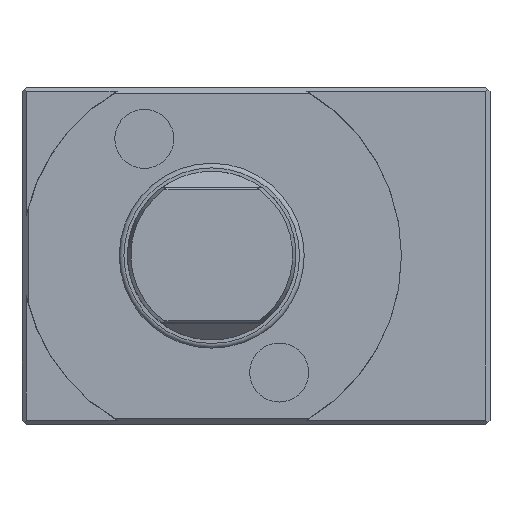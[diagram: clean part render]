
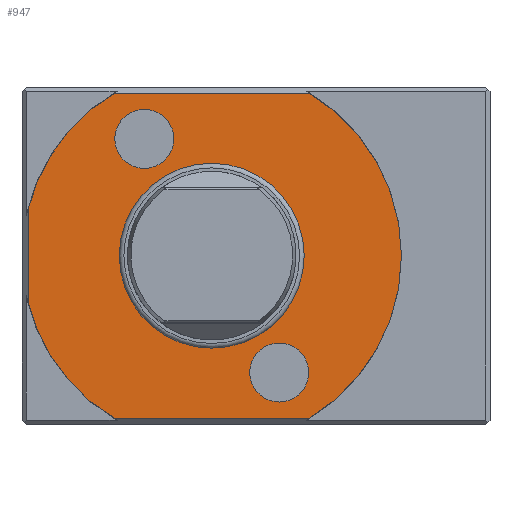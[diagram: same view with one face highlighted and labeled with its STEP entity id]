
A CAD part, top view. The second image highlights one B-rep face of the part: STEP entity #947.
In plain terms, the highlighted planar face has unit normal (0, 0, 1).
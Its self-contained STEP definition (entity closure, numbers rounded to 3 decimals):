
#268=LINE('',#5387,#556);
#269=LINE('',#5395,#557);
#271=LINE('',#5404,#559);
#556=VECTOR('',#4212,1.);
#557=VECTOR('',#4223,1.);
#559=VECTOR('',#4235,1.);
#758=FACE_BOUND('',#1428,.T.);
#759=FACE_BOUND('',#1429,.T.);
#760=FACE_BOUND('',#1430,.T.);
#761=FACE_BOUND('',#1431,.T.);
#947=ADVANCED_FACE('',(#758,#759,#760,#761),#1113,.F.);
#1113=PLANE('',#3461);
#1428=EDGE_LOOP('',(#2180));
#1429=EDGE_LOOP('',(#2181));
#1430=EDGE_LOOP('',(#2182));
#1431=EDGE_LOOP('',(#2183,#2184,#2185,#2186,#2187,#2188));
#2180=ORIENTED_EDGE('',*,*,#3046,.F.);
#2181=ORIENTED_EDGE('',*,*,#3047,.F.);
#2182=ORIENTED_EDGE('',*,*,#2920,.F.);
#2183=ORIENTED_EDGE('',*,*,#3045,.T.);
#2184=ORIENTED_EDGE('',*,*,#3044,.F.);
#2185=ORIENTED_EDGE('',*,*,#3040,.T.);
#2186=ORIENTED_EDGE('',*,*,#3038,.F.);
#2187=ORIENTED_EDGE('',*,*,#3036,.T.);
#2188=ORIENTED_EDGE('',*,*,#3033,.F.);
#2549=VERTEX_POINT('',#5151);
#2625=VERTEX_POINT('',#5381);
#2626=VERTEX_POINT('',#5383);
#2627=VERTEX_POINT('',#5388);
#2628=VERTEX_POINT('',#5392);
#2629=VERTEX_POINT('',#5396);
#2630=VERTEX_POINT('',#5401);
#2631=VERTEX_POINT('',#5407);
#2632=VERTEX_POINT('',#5409);
#2920=EDGE_CURVE('',#2549,#2549,#3159,.T.);
#3033=EDGE_CURVE('',#2625,#2626,#3164,.T.);
#3036=EDGE_CURVE('',#2627,#2626,#268,.T.);
#3038=EDGE_CURVE('',#2627,#2628,#3165,.T.);
#3040=EDGE_CURVE('',#2629,#2628,#269,.T.);
#3044=EDGE_CURVE('',#2629,#2630,#3166,.T.);
#3045=EDGE_CURVE('',#2625,#2630,#271,.T.);
#3046=EDGE_CURVE('',#2631,#2631,#3167,.T.);
#3047=EDGE_CURVE('',#2632,#2632,#3168,.T.);
#3159=CIRCLE('',#3397,21.676);
#3164=CIRCLE('',#3445,45.);
#3165=CIRCLE('',#3450,45.);
#3166=CIRCLE('',#3456,45.);
#3167=CIRCLE('',#3459,7.);
#3168=CIRCLE('',#3460,7.);
#3397=AXIS2_PLACEMENT_3D('',#5150,#4002,#4003);
#3445=AXIS2_PLACEMENT_3D('',#5382,#4205,#4206);
#3450=AXIS2_PLACEMENT_3D('',#5391,#4217,#4218);
#3456=AXIS2_PLACEMENT_3D('',#5402,#4231,#4232);
#3459=AXIS2_PLACEMENT_3D('',#5406,#4238,#4239);
#3460=AXIS2_PLACEMENT_3D('',#5408,#4240,#4241);
#3461=AXIS2_PLACEMENT_3D('',#5410,#4242,#4243);
#4002=DIRECTION('',(0.,0.,1.));
#4003=DIRECTION('',(0.,1.,0.));
#4205=DIRECTION('',(0.,0.,-1.));
#4206=DIRECTION('',(-1.,0.,0.));
#4212=DIRECTION('',(-1.,0.,0.));
#4217=DIRECTION('',(0.,0.,-1.));
#4218=DIRECTION('',(-1.,0.,0.));
#4223=DIRECTION('',(1.,0.,0.));
#4231=DIRECTION('',(0.,0.,-1.));
#4232=DIRECTION('',(-1.,0.,0.));
#4235=DIRECTION('',(0.,-1.,0.));
#4238=DIRECTION('',(0.,0.,1.));
#4239=DIRECTION('',(-1.,0.,0.));
#4240=DIRECTION('',(0.,0.,1.));
#4241=DIRECTION('',(-1.,0.,0.));
#4242=DIRECTION('',(0.,0.,-1.));
#4243=DIRECTION('',(1.,0.,0.));
#5150=CARTESIAN_POINT('',(0.,0.,0.));
#5151=CARTESIAN_POINT('',(0.,21.676,0.));
#5381=CARTESIAN_POINT('',(-43.5,11.522,0.));
#5382=CARTESIAN_POINT('',(0.,0.,0.));
#5383=CARTESIAN_POINT('',(-23.297,38.5,0.));
#5387=CARTESIAN_POINT('',(-20.616,38.5,0.));
#5388=CARTESIAN_POINT('',(23.297,38.5,0.));
#5391=CARTESIAN_POINT('',(0.,0.,0.));
#5392=CARTESIAN_POINT('',(23.297,-38.5,0.));
#5395=CARTESIAN_POINT('',(20.616,-38.5,0.));
#5396=CARTESIAN_POINT('',(-23.297,-38.5,0.));
#5401=CARTESIAN_POINT('',(-43.5,-11.522,0.));
#5402=CARTESIAN_POINT('',(0.,0.,0.));
#5404=CARTESIAN_POINT('',(-43.5,157.193,0.));
#5406=CARTESIAN_POINT('',(-16.,27.713,0.));
#5407=CARTESIAN_POINT('',(-23.,27.713,0.));
#5408=CARTESIAN_POINT('',(16.,-27.713,0.));
#5409=CARTESIAN_POINT('',(9.,-27.713,0.));
#5410=CARTESIAN_POINT('',(0.,0.,0.));
